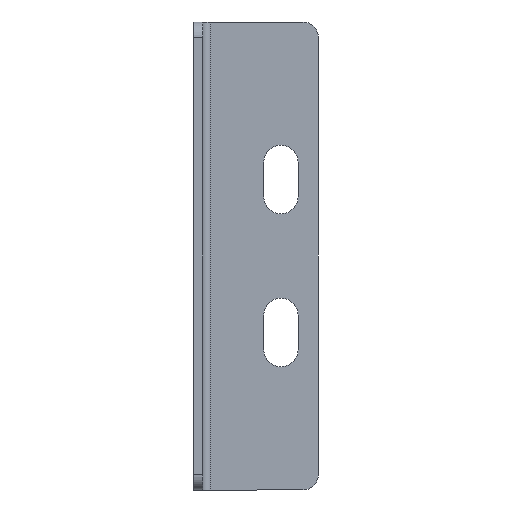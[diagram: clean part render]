
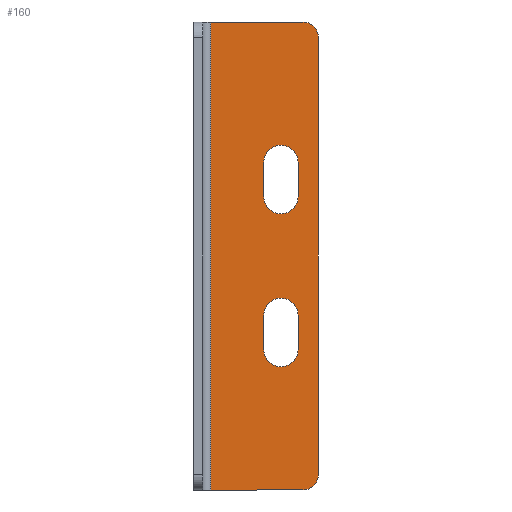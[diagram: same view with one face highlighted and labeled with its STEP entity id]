
A CAD part, left-side view. The second image highlights one B-rep face of the part: STEP entity #160.
In plain terms, the highlighted face is planar.
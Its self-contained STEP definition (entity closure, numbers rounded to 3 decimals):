
#34 = CARTESIAN_POINT ( 'NONE',  ( 75., -5.5, 3. ) ) ;
#50 = DIRECTION ( 'NONE',  ( 0., 0., 1. ) ) ;
#77 = EDGE_LOOP ( 'NONE', ( #1435, #689, #1408, #810, #1255, #598 ) ) ;
#96 = EDGE_CURVE ( 'NONE', #287, #700, #1137, .T. ) ;
#97 = CARTESIAN_POINT ( 'NONE',  ( -30., -33.5, 3. ) ) ;
#100 = ORIENTED_EDGE ( 'NONE', *, *, #1011, .T. ) ;
#112 = DIRECTION ( 'NONE',  ( 0., 0., 1. ) ) ;
#121 = EDGE_CURVE ( 'NONE', #1514, #536, #227, .T. ) ;
#130 = VERTEX_POINT ( 'NONE', #97 ) ;
#143 = CARTESIAN_POINT ( 'NONE',  ( -19., -28., 3. ) ) ;
#160 = ADVANCED_FACE ( 'NONE', ( #188, #1093, #393 ), #243, .T. ) ;
#174 = EDGE_CURVE ( 'NONE', #130, #235, #542, .T. ) ;
#188 = FACE_BOUND ( 'NONE', #1627, .T. ) ;
#190 = EDGE_CURVE ( 'NONE', #1016, #1514, #1272, .T. ) ;
#195 = VERTEX_POINT ( 'NONE', #1404 ) ;
#199 = CARTESIAN_POINT ( 'NONE',  ( -13.5, -28., 3. ) ) ;
#219 = EDGE_CURVE ( 'NONE', #1286, #320, #1314, .T. ) ;
#227 = CIRCLE ( 'NONE', #339, 5.5 ) ;
#235 = VERTEX_POINT ( 'NONE', #408 ) ;
#243 = PLANE ( 'NONE',  #1329 ) ;
#250 = AXIS2_PLACEMENT_3D ( 'NONE', #1356, #1623, #301 ) ;
#253 = DIRECTION ( 'NONE',  ( 0., -1., 0. ) ) ;
#266 = VERTEX_POINT ( 'NONE', #828 ) ;
#287 = VERTEX_POINT ( 'NONE', #34 ) ;
#301 = DIRECTION ( 'NONE',  ( 0., -1., 0. ) ) ;
#308 = CARTESIAN_POINT ( 'NONE',  ( -19., -22.5, 3. ) ) ;
#320 = VERTEX_POINT ( 'NONE', #564 ) ;
#329 = DIRECTION ( 'NONE',  ( 1., 0., 0. ) ) ;
#332 = ORIENTED_EDGE ( 'NONE', *, *, #600, .T. ) ;
#335 = CARTESIAN_POINT ( 'NONE',  ( 30., -28., 3. ) ) ;
#339 = AXIS2_PLACEMENT_3D ( 'NONE', #1429, #1697, #927 ) ;
#343 = DIRECTION ( 'NONE',  ( 0., 1., 0. ) ) ;
#355 = CARTESIAN_POINT ( 'NONE',  ( -75., -5.5, 3. ) ) ;
#367 = CIRCLE ( 'NONE', #1443, 5.5 ) ;
#374 = CARTESIAN_POINT ( 'NONE',  ( 75., -40., 3. ) ) ;
#393 = FACE_OUTER_BOUND ( 'NONE', #77, .T. ) ;
#408 = CARTESIAN_POINT ( 'NONE',  ( -19., -33.5, 3. ) ) ;
#418 = DIRECTION ( 'NONE',  ( 0., 0., -1. ) ) ;
#423 = DIRECTION ( 'NONE',  ( 1., 0., 0. ) ) ;
#428 = ORIENTED_EDGE ( 'NONE', *, *, #190, .T. ) ;
#430 = CARTESIAN_POINT ( 'NONE',  ( 70., -40., 3. ) ) ;
#435 = VECTOR ( 'NONE', #1694, 1000. ) ;
#443 = DIRECTION ( 'NONE',  ( 1., 0., 0. ) ) ;
#446 = DIRECTION ( 'NONE',  ( 1., 0., 0. ) ) ;
#470 = EDGE_CURVE ( 'NONE', #1459, #1414, #367, .T. ) ;
#473 = CARTESIAN_POINT ( 'NONE',  ( -75., 0., 3. ) ) ;
#477 = CIRCLE ( 'NONE', #250, 5. ) ;
#478 = CIRCLE ( 'NONE', #1117, 5.5 ) ;
#502 = CARTESIAN_POINT ( 'NONE',  ( 0., -22.5, 3. ) ) ;
#506 = LINE ( 'NONE', #473, #1206 ) ;
#521 = CARTESIAN_POINT ( 'NONE',  ( 75., 0., 3. ) ) ;
#526 = CARTESIAN_POINT ( 'NONE',  ( 30., -28., 3. ) ) ;
#536 = VERTEX_POINT ( 'NONE', #199 ) ;
#542 = LINE ( 'NONE', #1557, #825 ) ;
#543 = CIRCLE ( 'NONE', #793, 5.5 ) ;
#556 = EDGE_CURVE ( 'NONE', #933, #700, #506, .T. ) ;
#564 = CARTESIAN_POINT ( 'NONE',  ( -70., -40., 3. ) ) ;
#567 = EDGE_CURVE ( 'NONE', #266, #1459, #1535, .T. ) ;
#568 = ORIENTED_EDGE ( 'NONE', *, *, #470, .T. ) ;
#598 = ORIENTED_EDGE ( 'NONE', *, *, #1302, .T. ) ;
#600 = EDGE_CURVE ( 'NONE', #1414, #195, #543, .T. ) ;
#635 = DIRECTION ( 'NONE',  ( -1., 0., 0. ) ) ;
#643 = EDGE_CURVE ( 'NONE', #888, #287, #1317, .T. ) ;
#653 = DIRECTION ( 'NONE',  ( 1., 0., 0. ) ) ;
#667 = DIRECTION ( 'NONE',  ( 0., 0., -1. ) ) ;
#679 = CIRCLE ( 'NONE', #1091, 5.5 ) ;
#689 = ORIENTED_EDGE ( 'NONE', *, *, #96, .T. ) ;
#695 = CIRCLE ( 'NONE', #1536, 5.5 ) ;
#700 = VERTEX_POINT ( 'NONE', #355 ) ;
#712 = CIRCLE ( 'NONE', #809, 5. ) ;
#717 = ORIENTED_EDGE ( 'NONE', *, *, #1509, .F. ) ;
#721 = ORIENTED_EDGE ( 'NONE', *, *, #121, .T. ) ;
#732 = CARTESIAN_POINT ( 'NONE',  ( 75., -5.5, 3. ) ) ;
#793 = AXIS2_PLACEMENT_3D ( 'NONE', #526, #667, #653 ) ;
#809 = AXIS2_PLACEMENT_3D ( 'NONE', #935, #841, #253 ) ;
#810 = ORIENTED_EDGE ( 'NONE', *, *, #1419, .T. ) ;
#822 = EDGE_CURVE ( 'NONE', #266, #1122, #679, .T. ) ;
#825 = VECTOR ( 'NONE', #1162, 1000. ) ;
#828 = CARTESIAN_POINT ( 'NONE',  ( 19., -22.5, 3. ) ) ;
#841 = DIRECTION ( 'NONE',  ( 0., 0., 1. ) ) ;
#883 = ORIENTED_EDGE ( 'NONE', *, *, #174, .F. ) ;
#888 = VERTEX_POINT ( 'NONE', #1349 ) ;
#910 = EDGE_CURVE ( 'NONE', #1016, #130, #695, .T. ) ;
#927 = DIRECTION ( 'NONE',  ( 1., 0., 0. ) ) ;
#933 = VERTEX_POINT ( 'NONE', #1138 ) ;
#935 = CARTESIAN_POINT ( 'NONE',  ( 70., -35., 3. ) ) ;
#978 = CARTESIAN_POINT ( 'NONE',  ( 19., -28., 3. ) ) ;
#994 = CARTESIAN_POINT ( 'NONE',  ( 30., -22.5, 3. ) ) ;
#999 = CARTESIAN_POINT ( 'NONE',  ( -30., -28., 3. ) ) ;
#1011 = EDGE_CURVE ( 'NONE', #536, #235, #478, .T. ) ;
#1016 = VERTEX_POINT ( 'NONE', #1437 ) ;
#1051 = DIRECTION ( 'NONE',  ( 0., -1., 0. ) ) ;
#1073 = VECTOR ( 'NONE', #1176, 1000. ) ;
#1091 = AXIS2_PLACEMENT_3D ( 'NONE', #978, #50, #446 ) ;
#1093 = FACE_BOUND ( 'NONE', #1296, .T. ) ;
#1117 = AXIS2_PLACEMENT_3D ( 'NONE', #143, #418, #423 ) ;
#1122 = VERTEX_POINT ( 'NONE', #1673 ) ;
#1137 = LINE ( 'NONE', #732, #1425 ) ;
#1138 = CARTESIAN_POINT ( 'NONE',  ( -75., -35., 3. ) ) ;
#1156 = VECTOR ( 'NONE', #443, 1000. ) ;
#1162 = DIRECTION ( 'NONE',  ( 1., 0., 0. ) ) ;
#1176 = DIRECTION ( 'NONE',  ( 1., 0., 0. ) ) ;
#1198 = ORIENTED_EDGE ( 'NONE', *, *, #567, .T. ) ;
#1206 = VECTOR ( 'NONE', #343, 1000. ) ;
#1236 = CARTESIAN_POINT ( 'NONE',  ( 0., -33.5, 3. ) ) ;
#1255 = ORIENTED_EDGE ( 'NONE', *, *, #219, .F. ) ;
#1272 = LINE ( 'NONE', #502, #1073 ) ;
#1286 = VERTEX_POINT ( 'NONE', #430 ) ;
#1296 = EDGE_LOOP ( 'NONE', ( #1344, #428, #721, #100, #883 ) ) ;
#1297 = VECTOR ( 'NONE', #1577, 1000. ) ;
#1300 = CARTESIAN_POINT ( 'NONE',  ( 75., 0., 3. ) ) ;
#1302 = EDGE_CURVE ( 'NONE', #1286, #888, #712, .T. ) ;
#1314 = LINE ( 'NONE', #374, #1297 ) ;
#1317 = LINE ( 'NONE', #1300, #435 ) ;
#1329 = AXIS2_PLACEMENT_3D ( 'NONE', #521, #112, #1051 ) ;
#1344 = ORIENTED_EDGE ( 'NONE', *, *, #910, .F. ) ;
#1349 = CARTESIAN_POINT ( 'NONE',  ( 75., -35., 3. ) ) ;
#1356 = CARTESIAN_POINT ( 'NONE',  ( -70., -35., 3. ) ) ;
#1357 = DIRECTION ( 'NONE',  ( 0., 0., -1. ) ) ;
#1374 = CARTESIAN_POINT ( 'NONE',  ( 0., -22.5, 3. ) ) ;
#1404 = CARTESIAN_POINT ( 'NONE',  ( 30., -33.5, 3. ) ) ;
#1408 = ORIENTED_EDGE ( 'NONE', *, *, #556, .F. ) ;
#1414 = VERTEX_POINT ( 'NONE', #1486 ) ;
#1419 = EDGE_CURVE ( 'NONE', #933, #320, #477, .T. ) ;
#1425 = VECTOR ( 'NONE', #635, 1000. ) ;
#1429 = CARTESIAN_POINT ( 'NONE',  ( -19., -28., 3. ) ) ;
#1435 = ORIENTED_EDGE ( 'NONE', *, *, #643, .T. ) ;
#1437 = CARTESIAN_POINT ( 'NONE',  ( -30., -22.5, 3. ) ) ;
#1443 = AXIS2_PLACEMENT_3D ( 'NONE', #335, #1357, #329 ) ;
#1459 = VERTEX_POINT ( 'NONE', #994 ) ;
#1475 = LINE ( 'NONE', #1236, #1156 ) ;
#1486 = CARTESIAN_POINT ( 'NONE',  ( 35.5, -28., 3. ) ) ;
#1489 = VECTOR ( 'NONE', #1503, 1000. ) ;
#1494 = DIRECTION ( 'NONE',  ( 0., 0., 1. ) ) ;
#1503 = DIRECTION ( 'NONE',  ( 1., 0., 0. ) ) ;
#1509 = EDGE_CURVE ( 'NONE', #1122, #195, #1475, .T. ) ;
#1514 = VERTEX_POINT ( 'NONE', #308 ) ;
#1535 = LINE ( 'NONE', #1374, #1489 ) ;
#1536 = AXIS2_PLACEMENT_3D ( 'NONE', #999, #1494, #1636 ) ;
#1537 = ORIENTED_EDGE ( 'NONE', *, *, #822, .F. ) ;
#1557 = CARTESIAN_POINT ( 'NONE',  ( 0., -33.5, 3. ) ) ;
#1577 = DIRECTION ( 'NONE',  ( -1., 0., 0. ) ) ;
#1623 = DIRECTION ( 'NONE',  ( 0., 0., 1. ) ) ;
#1627 = EDGE_LOOP ( 'NONE', ( #1537, #1198, #568, #332, #717 ) ) ;
#1636 = DIRECTION ( 'NONE',  ( 1., 0., 0. ) ) ;
#1673 = CARTESIAN_POINT ( 'NONE',  ( 19., -33.5, 3. ) ) ;
#1694 = DIRECTION ( 'NONE',  ( 0., 1., 0. ) ) ;
#1697 = DIRECTION ( 'NONE',  ( 0., 0., -1. ) ) ;
